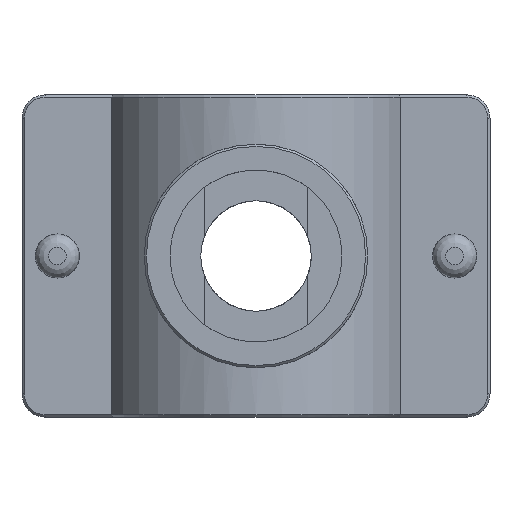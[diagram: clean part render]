
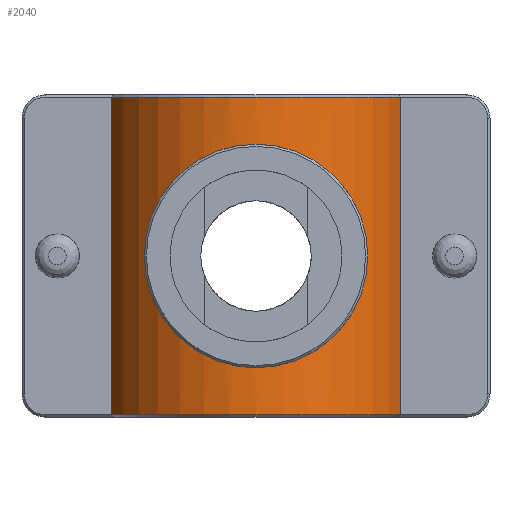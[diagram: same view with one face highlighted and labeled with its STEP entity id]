
A CAD part, front view. The second image highlights one B-rep face of the part: STEP entity #2040.
In plain terms, the highlighted cylindrical face has radius 35 mm (diameter 70 mm), a partial arc.
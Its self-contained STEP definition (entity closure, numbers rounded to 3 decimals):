
#64=LINE('',#2985,#224);
#65=LINE('',#2988,#225);
#66=LINE('',#2991,#226);
#67=LINE('',#2994,#227);
#164=LINE('',#3552,#324);
#165=LINE('',#3554,#325);
#224=VECTOR('',#2327,11.099);
#225=VECTOR('',#2330,11.099);
#226=VECTOR('',#2333,11.099);
#227=VECTOR('',#2336,11.099);
#324=VECTOR('',#2667,72.);
#325=VECTOR('',#2670,72.);
#468=FACE_BOUND('',#712,.T.);
#566=FACE_OUTER_BOUND('',#711,.T.);
#711=EDGE_LOOP('',(#1668,#1669,#1670,#1671));
#712=EDGE_LOOP('',(#1672,#1673,#1674,#1675,#1676,#1677,#1678,#1679));
#838=CIRCLE('',#2207,35.);
#839=CIRCLE('',#2210,35.);
#877=B_SPLINE_CURVE_WITH_KNOTS('',3,(#2915,#2916,#2917,#2918,#2919,#2920),
 .UNSPECIFIED.,.F.,.F.,(4,2,4),(3.359,3.804,4.248),
 .UNSPECIFIED.);
#878=B_SPLINE_CURVE_WITH_KNOTS('',3,(#2924,#2925,#2926,#2927,#2928,#2929,
#2930),.UNSPECIFIED.,.F.,.F.,(4,3,4),(-0.445,0.,0.445),
 .UNSPECIFIED.);
#880=B_SPLINE_CURVE_WITH_KNOTS('',3,(#2996,#2997,#2998,#2999,#3000,#3001,
#3002,#3003,#3004,#3005,#3006,#3007,#3008,#3009,#3010,#3011,#3012,#3013),
 .UNSPECIFIED.,.F.,.F.,(4,2,2,2,2,2,2,2,4),(1.794,1.885,
2.26,2.636,3.012,3.387,3.763,
4.139,4.23),.UNSPECIFIED.);
#881=B_SPLINE_CURVE_WITH_KNOTS('',3,(#3015,#3016,#3017,#3018,#3019,#3020,
#3021,#3022,#3023,#3024,#3025,#3026,#3027,#3028,#3029,#3030,#3031,#3032),
 .UNSPECIFIED.,.F.,.F.,(4,2,2,2,2,2,2,2,4),(7.817,7.908,
8.284,8.66,9.035,9.411,9.786,
10.162,10.253),.UNSPECIFIED.);
#899=VERTEX_POINT('',#2913);
#900=VERTEX_POINT('',#2914);
#901=VERTEX_POINT('',#2921);
#902=VERTEX_POINT('',#2923);
#904=VERTEX_POINT('',#2984);
#905=VERTEX_POINT('',#2986);
#906=VERTEX_POINT('',#2990);
#907=VERTEX_POINT('',#2992);
#1005=VERTEX_POINT('',#3492);
#1006=VERTEX_POINT('',#3497);
#1007=VERTEX_POINT('',#3504);
#1009=VERTEX_POINT('',#3513);
#1085=EDGE_CURVE('',#899,#900,#877,.T.);
#1087=EDGE_CURVE('',#902,#901,#878,.T.);
#1090=EDGE_CURVE('',#904,#899,#64,.T.);
#1092=EDGE_CURVE('',#901,#905,#65,.T.);
#1093=EDGE_CURVE('',#906,#902,#66,.T.);
#1095=EDGE_CURVE('',#900,#907,#67,.T.);
#1096=EDGE_CURVE('',#905,#904,#880,.T.);
#1097=EDGE_CURVE('',#907,#906,#881,.T.);
#1238=EDGE_CURVE('',#1005,#1006,#838,.T.);
#1244=EDGE_CURVE('',#1009,#1007,#839,.T.);
#1261=EDGE_CURVE('',#1005,#1007,#164,.T.);
#1262=EDGE_CURVE('',#1006,#1009,#165,.T.);
#1668=ORIENTED_EDGE('',*,*,#1238,.F.);
#1669=ORIENTED_EDGE('',*,*,#1261,.T.);
#1670=ORIENTED_EDGE('',*,*,#1244,.F.);
#1671=ORIENTED_EDGE('',*,*,#1262,.F.);
#1672=ORIENTED_EDGE('',*,*,#1085,.T.);
#1673=ORIENTED_EDGE('',*,*,#1095,.T.);
#1674=ORIENTED_EDGE('',*,*,#1097,.T.);
#1675=ORIENTED_EDGE('',*,*,#1093,.T.);
#1676=ORIENTED_EDGE('',*,*,#1087,.T.);
#1677=ORIENTED_EDGE('',*,*,#1092,.T.);
#1678=ORIENTED_EDGE('',*,*,#1096,.T.);
#1679=ORIENTED_EDGE('',*,*,#1090,.T.);
#1951=CYLINDRICAL_SURFACE('',#2225,35.);
#2040=ADVANCED_FACE('',(#566,#468),#1951,.T.);
#2207=AXIS2_PLACEMENT_3D('',#3498,#2617,#2618);
#2210=AXIS2_PLACEMENT_3D('',#3518,#2625,#2626);
#2225=AXIS2_PLACEMENT_3D('',#3553,#2668,#2669);
#2327=DIRECTION('',(0.,0.,-1.));
#2330=DIRECTION('',(0.,0.,1.));
#2333=DIRECTION('',(0.,0.,1.));
#2336=DIRECTION('',(0.,0.,-1.));
#2617=DIRECTION('center_axis',(0.,0.,-1.));
#2618=DIRECTION('ref_axis',(1.,0.,0.));
#2625=DIRECTION('center_axis',(0.,0.,1.));
#2626=DIRECTION('ref_axis',(1.,0.,0.));
#2667=DIRECTION('',(0.,0.,1.));
#2668=DIRECTION('center_axis',(0.,0.,1.));
#2669=DIRECTION('ref_axis',(1.,0.,0.));
#2670=DIRECTION('',(0.,0.,1.));
#2913=CARTESIAN_POINT('',(11.662,-33.,4.5));
#2914=CARTESIAN_POINT('',(11.662,-33.,-4.5));
#2915=CARTESIAN_POINT('Ctrl Pts',(11.662,-33.,4.5));
#2916=CARTESIAN_POINT('Ctrl Pts',(12.222,-32.802,3.047));
#2917=CARTESIAN_POINT('Ctrl Pts',(12.5,-32.692,1.482));
#2918=CARTESIAN_POINT('Ctrl Pts',(12.5,-32.692,-1.482));
#2919=CARTESIAN_POINT('Ctrl Pts',(12.222,-32.802,-3.047));
#2920=CARTESIAN_POINT('Ctrl Pts',(11.662,-33.,-4.5));
#2921=CARTESIAN_POINT('',(-11.662,-33.,4.5));
#2923=CARTESIAN_POINT('',(-11.662,-33.,-4.5));
#2924=CARTESIAN_POINT('Ctrl Pts',(-11.662,-33.,-4.5));
#2925=CARTESIAN_POINT('Ctrl Pts',(-12.222,-32.802,-3.047));
#2926=CARTESIAN_POINT('Ctrl Pts',(-12.5,-32.692,-1.482));
#2927=CARTESIAN_POINT('Ctrl Pts',(-12.5,-32.692,0.));
#2928=CARTESIAN_POINT('Ctrl Pts',(-12.5,-32.692,1.482));
#2929=CARTESIAN_POINT('Ctrl Pts',(-12.222,-32.802,3.047));
#2930=CARTESIAN_POINT('Ctrl Pts',(-11.662,-33.,4.5));
#2984=CARTESIAN_POINT('',(11.662,-33.,15.599));
#2985=CARTESIAN_POINT('',(11.662,-33.,0.));
#2986=CARTESIAN_POINT('',(-11.662,-33.,15.599));
#2988=CARTESIAN_POINT('',(-11.662,-33.,0.));
#2990=CARTESIAN_POINT('',(-11.662,-33.,-15.599));
#2991=CARTESIAN_POINT('',(-11.662,-33.,0.));
#2992=CARTESIAN_POINT('',(11.662,-33.,-15.599));
#2994=CARTESIAN_POINT('',(11.662,-33.,0.));
#2996=CARTESIAN_POINT('Ctrl Pts',(-11.662,-33.,15.599));
#2997=CARTESIAN_POINT('Ctrl Pts',(-11.419,-33.086,15.78));
#2998=CARTESIAN_POINT('Ctrl Pts',(-11.17,-33.171,15.958));
#2999=CARTESIAN_POINT('Ctrl Pts',(-9.867,-33.599,16.84));
#3000=CARTESIAN_POINT('Ctrl Pts',(-8.727,-33.917,17.459));
#3001=CARTESIAN_POINT('Ctrl Pts',(-6.335,-34.444,18.463));
#3002=CARTESIAN_POINT('Ctrl Pts',(-5.08,-34.653,18.847));
#3003=CARTESIAN_POINT('Ctrl Pts',(-2.538,-34.931,19.353));
#3004=CARTESIAN_POINT('Ctrl Pts',(-1.252,-35.,19.476));
#3005=CARTESIAN_POINT('Ctrl Pts',(1.252,-35.,19.476));
#3006=CARTESIAN_POINT('Ctrl Pts',(2.538,-34.931,19.353));
#3007=CARTESIAN_POINT('Ctrl Pts',(5.08,-34.653,18.847));
#3008=CARTESIAN_POINT('Ctrl Pts',(6.335,-34.444,18.463));
#3009=CARTESIAN_POINT('Ctrl Pts',(8.727,-33.917,17.459));
#3010=CARTESIAN_POINT('Ctrl Pts',(9.867,-33.599,16.84));
#3011=CARTESIAN_POINT('Ctrl Pts',(11.17,-33.171,15.958));
#3012=CARTESIAN_POINT('Ctrl Pts',(11.419,-33.086,15.78));
#3013=CARTESIAN_POINT('Ctrl Pts',(11.662,-33.,15.599));
#3015=CARTESIAN_POINT('Ctrl Pts',(11.662,-33.,-15.599));
#3016=CARTESIAN_POINT('Ctrl Pts',(11.419,-33.086,-15.78));
#3017=CARTESIAN_POINT('Ctrl Pts',(11.17,-33.171,-15.958));
#3018=CARTESIAN_POINT('Ctrl Pts',(9.867,-33.599,-16.84));
#3019=CARTESIAN_POINT('Ctrl Pts',(8.727,-33.917,-17.459));
#3020=CARTESIAN_POINT('Ctrl Pts',(6.335,-34.444,-18.463));
#3021=CARTESIAN_POINT('Ctrl Pts',(5.08,-34.653,-18.847));
#3022=CARTESIAN_POINT('Ctrl Pts',(2.538,-34.931,-19.353));
#3023=CARTESIAN_POINT('Ctrl Pts',(1.252,-35.,-19.476));
#3024=CARTESIAN_POINT('Ctrl Pts',(-1.252,-35.,-19.476));
#3025=CARTESIAN_POINT('Ctrl Pts',(-2.538,-34.931,-19.353));
#3026=CARTESIAN_POINT('Ctrl Pts',(-5.08,-34.653,-18.847));
#3027=CARTESIAN_POINT('Ctrl Pts',(-6.335,-34.444,-18.463));
#3028=CARTESIAN_POINT('Ctrl Pts',(-8.727,-33.917,-17.459));
#3029=CARTESIAN_POINT('Ctrl Pts',(-9.867,-33.599,-16.84));
#3030=CARTESIAN_POINT('Ctrl Pts',(-11.17,-33.171,-15.958));
#3031=CARTESIAN_POINT('Ctrl Pts',(-11.419,-33.086,-15.78));
#3032=CARTESIAN_POINT('Ctrl Pts',(-11.662,-33.,-15.599));
#3492=CARTESIAN_POINT('',(32.692,-12.5,-36.));
#3497=CARTESIAN_POINT('',(-32.692,-12.5,-36.));
#3498=CARTESIAN_POINT('Origin',(0.,0.,-36.));
#3504=CARTESIAN_POINT('',(32.692,-12.5,36.));
#3513=CARTESIAN_POINT('',(-32.692,-12.5,36.));
#3518=CARTESIAN_POINT('Origin',(0.,0.,36.));
#3552=CARTESIAN_POINT('',(32.692,-12.5,0.));
#3553=CARTESIAN_POINT('Origin',(0.,0.,0.));
#3554=CARTESIAN_POINT('',(-32.692,-12.5,0.));
